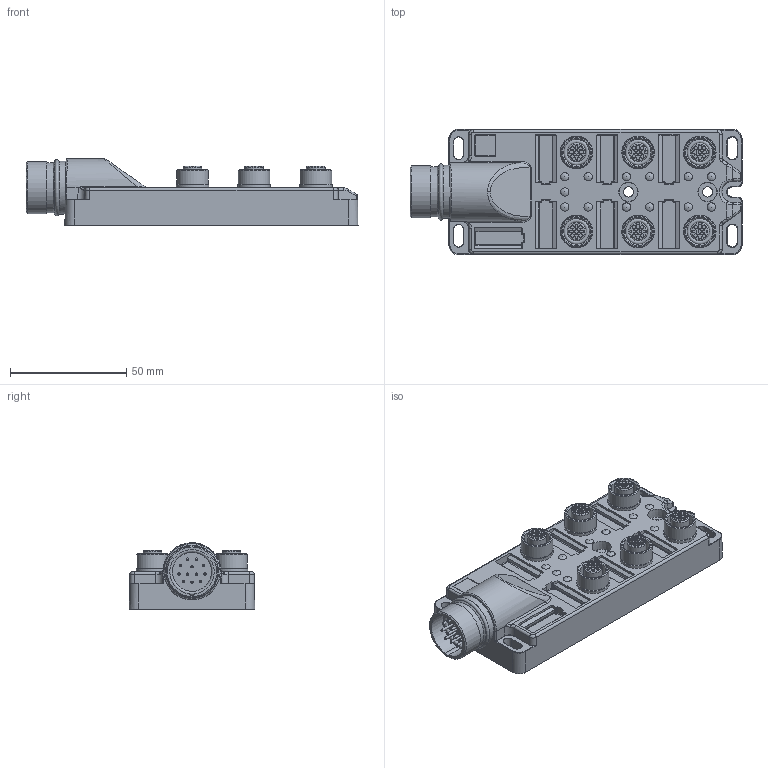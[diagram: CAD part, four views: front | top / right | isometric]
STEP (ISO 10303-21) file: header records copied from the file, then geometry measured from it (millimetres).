
FILE_DESCRIPTION(/* description */ (''),/* implementation_level */ '2;1');
FILE_NAME(/* name */ '5018429_6IOM12-5.4P2F_stp.stp',/* time_stamp */ '2017-01-26T15:14:38+01:00',/* author */ (''),/* organization */ (''),/* preprocessor_version */ 'ST-DEVELOPER v16',/* originating_system */ 'SIEMENS PLM Software NX 10.0',/* authorisation */ '');
FILE_SCHEMA (('AUTOMOTIVE_DESIGN { 1 0 10303 214 3 1 1 1 }'));
Length unit declared in the file: millimetre
Products named in the file (1): 5016030__Verteilergehaeuse_6F_part_73403
Bounding box: 142.72 x 53.96 x 28.6 mm (x, y, z)
Volume: 6.3 mm3; surface area: 29525.8 mm2
Topology: 2 solids, 3 shells, 1054 faces, 2598 edges, 1615 vertices
Faces by surface type: cylinder 486, plane 297, bspline 185, cone 37, torus 28, sphere 21
Full cylindrical faces by diameter (mm): 0.999 x12, 1.5 x30, 11.1 x6, 13.6 x6, 14 x6, 20 x1, 21 x2, 21.5 x1, 22.35 x1, 22.8 x2
Entity records: 37500 total; most frequent: CARTESIAN_POINT 14755, ORIENTED_EDGE 4748, DIRECTION 4493, EDGE_CURVE 2374, AXIS2_PLACEMENT_3D 1759, VERTEX_POINT 1549, EDGE_LOOP 1293, ADVANCED_FACE 1054
